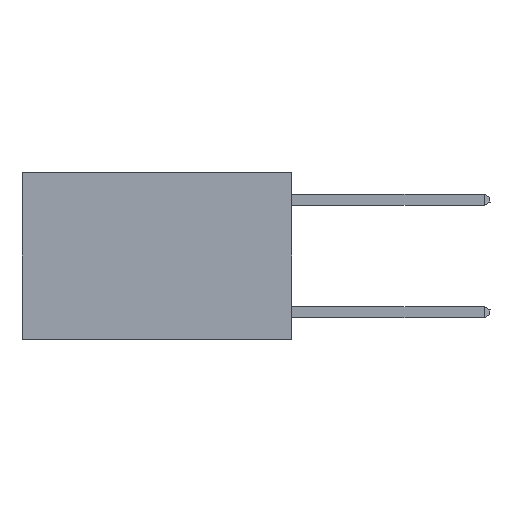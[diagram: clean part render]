
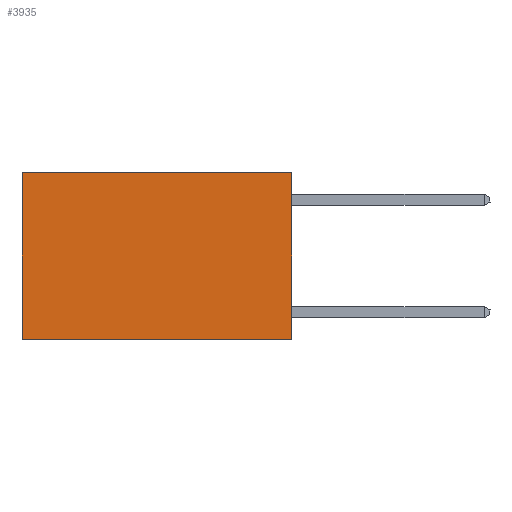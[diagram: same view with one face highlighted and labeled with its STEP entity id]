
A CAD part, left-side view. The second image highlights one B-rep face of the part: STEP entity #3935.
In plain terms, the highlighted planar face has unit normal (-1, 0, 0).
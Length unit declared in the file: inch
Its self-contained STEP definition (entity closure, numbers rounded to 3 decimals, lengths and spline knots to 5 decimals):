
#44 = EDGE_CURVE ( 'NONE', #416, #1357, #7478, .T. ) ;
#164 = ORIENTED_EDGE ( 'NONE', *, *, #7952, .F. ) ;
#416 = VERTEX_POINT ( 'NONE', #9083 ) ;
#996 = CARTESIAN_POINT ( 'NONE',  ( 0.2625, 0.6, 0. ) ) ;
#1293 = ORIENTED_EDGE ( 'NONE', *, *, #12875, .T. ) ;
#1357 = VERTEX_POINT ( 'NONE', #9351 ) ;
#1528 = PLANE ( 'NONE',  #6684 ) ;
#1693 = DIRECTION ( 'NONE',  ( 0., 0., -1. ) ) ;
#2482 = CARTESIAN_POINT ( 'NONE',  ( 0.2625, 0.6, 0. ) ) ;
#2570 = LINE ( 'NONE', #9196, #3036 ) ;
#2759 = VERTEX_POINT ( 'NONE', #996 ) ;
#2796 = CARTESIAN_POINT ( 'NONE',  ( 0.2625, 0., -0.37 ) ) ;
#3002 = DIRECTION ( 'NONE',  ( 0., 0., -1. ) ) ;
#3036 = VECTOR ( 'NONE', #1693, 39.37008 ) ;
#3452 = LINE ( 'NONE', #2482, #8132 ) ;
#3770 = ORIENTED_EDGE ( 'NONE', *, *, #44, .F. ) ;
#3935 = ADVANCED_FACE ( 'NONE', ( #6508 ), #1528, .F. ) ;
#4018 = DIRECTION ( 'NONE',  ( 1., 0., 0. ) ) ;
#4170 = ORIENTED_EDGE ( 'NONE', *, *, #8868, .T. ) ;
#6181 = LINE ( 'NONE', #8391, #9343 ) ;
#6508 = FACE_OUTER_BOUND ( 'NONE', #8722, .T. ) ;
#6684 = AXIS2_PLACEMENT_3D ( 'NONE', #8011, #4018, #3002 ) ;
#7062 = DIRECTION ( 'NONE',  ( 0., 1., 0. ) ) ;
#7478 = LINE ( 'NONE', #2796, #8315 ) ;
#7952 = EDGE_CURVE ( 'NONE', #8252, #416, #2570, .T. ) ;
#8011 = CARTESIAN_POINT ( 'NONE',  ( 0.2625, 0., 0. ) ) ;
#8049 = CARTESIAN_POINT ( 'NONE',  ( 0.2625, 0., 0. ) ) ;
#8132 = VECTOR ( 'NONE', #12017, 39.37008 ) ;
#8252 = VERTEX_POINT ( 'NONE', #8049 ) ;
#8315 = VECTOR ( 'NONE', #7062, 39.37008 ) ;
#8391 = CARTESIAN_POINT ( 'NONE',  ( 0.2625, 0., 0. ) ) ;
#8439 = DIRECTION ( 'NONE',  ( 0., 1., 0. ) ) ;
#8722 = EDGE_LOOP ( 'NONE', ( #1293, #3770, #164, #4170 ) ) ;
#8868 = EDGE_CURVE ( 'NONE', #8252, #2759, #6181, .T. ) ;
#9083 = CARTESIAN_POINT ( 'NONE',  ( 0.2625, 0., -0.37 ) ) ;
#9196 = CARTESIAN_POINT ( 'NONE',  ( 0.2625, 0., 0. ) ) ;
#9343 = VECTOR ( 'NONE', #8439, 39.37008 ) ;
#9351 = CARTESIAN_POINT ( 'NONE',  ( 0.2625, 0.6, -0.37 ) ) ;
#12017 = DIRECTION ( 'NONE',  ( 0., 0., -1. ) ) ;
#12875 = EDGE_CURVE ( 'NONE', #2759, #1357, #3452, .T. ) ;
